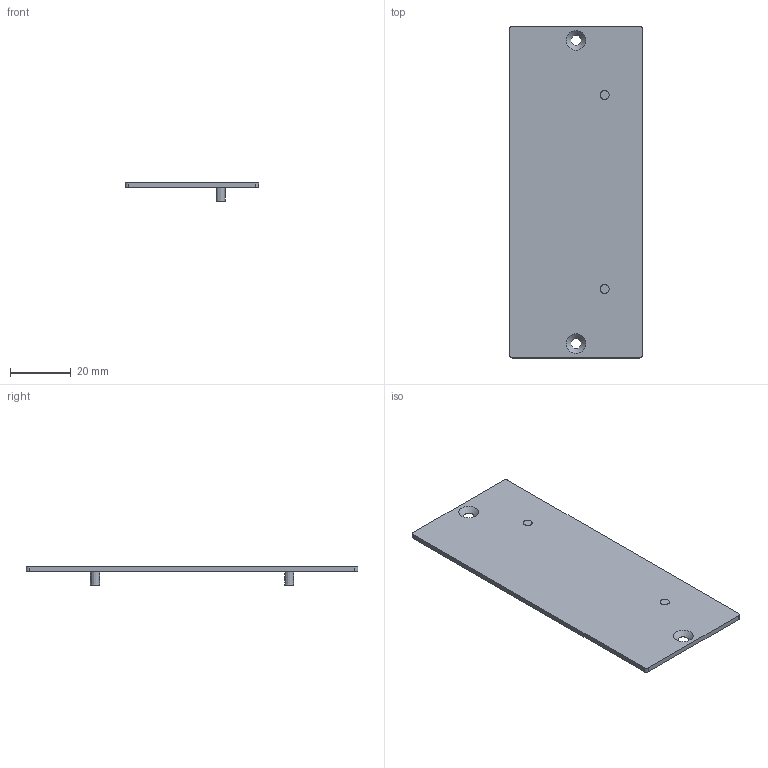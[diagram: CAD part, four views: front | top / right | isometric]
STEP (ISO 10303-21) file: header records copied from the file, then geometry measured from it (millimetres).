
FILE_DESCRIPTION(('Open CASCADE Model'),'2;1');
FILE_NAME('Open CASCADE Shape Model','2025-12-10T14:37:58',('Author'),( 'Open CASCADE'),'Open CASCADE STEP processor 7.4','Open CASCADE 7.4' ,'Unknown');
FILE_SCHEMA(('AUTOMOTIVE_DESIGN { 1 0 10303 214 1 1 1 1 }'));
Length unit declared in the file: inch
Products named in the file (4): Rounded_Panel_Template; Panel; FH-M3-6ZI
Assembly tree (3 placements, depth 2):
  Rounded_Panel_Template
    Panel
    FH-M3-6ZI
    FH-M3-6ZI
Bounding box: 43.95 x 109.5 x 6 mm (x, y, z)
Volume: 7820 mm3; surface area: 10248.4 mm2
Topology: 3 solids, 3 shells, 24 faces, 50 edges, 32 vertices
Faces by surface type: plane 10, cylinder 8, extrusion 4, cone 2
Full cylindrical faces by diameter (mm): 3 x2, 3.4 x2
Entity records: 1699 total; most frequent: CARTESIAN_POINT 530, DIRECTION 208, VECTOR 110, LINE 106, ORIENTED_EDGE 100, PCURVE 100, DEFINITIONAL_REPRESENTATION 100, EDGE_CURVE 50
